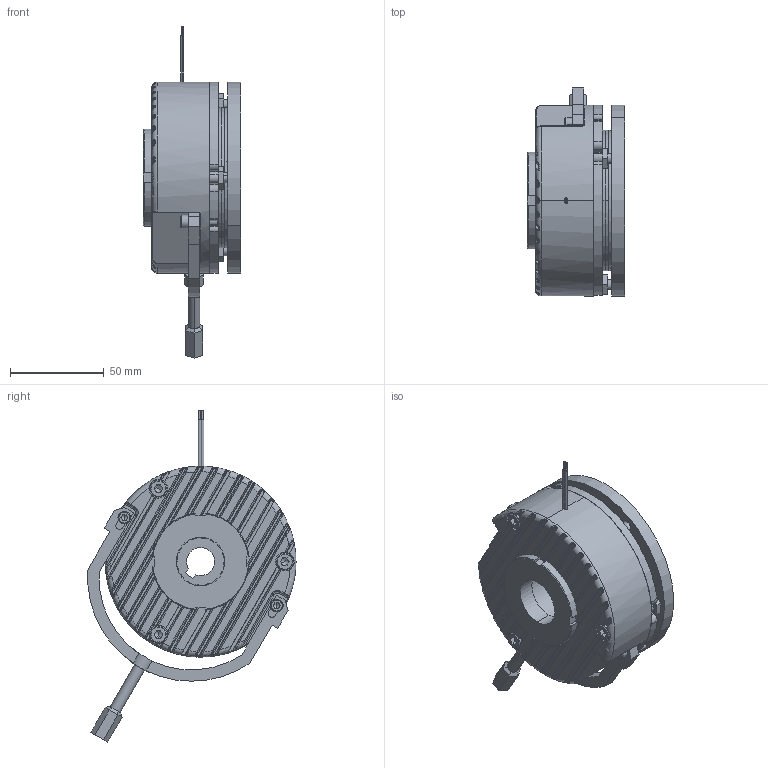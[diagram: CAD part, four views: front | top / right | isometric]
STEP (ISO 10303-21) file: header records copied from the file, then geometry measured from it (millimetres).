
FILE_DESCRIPTION (( 'STEP AP203' ), '1' );
FILE_NAME ('402_MSEB_WebAssy.STEP', '2020-07-15T12:54:00', ( '' ), ( '' ), 'SwSTEP 2.0', 'SolidWorks 2020', '' );
FILE_SCHEMA (( 'CONFIG_CONTROL_DESIGN' ));
Length unit declared in the file: inch
Products named in the file (1): 402_MSEB_WebAssy
Bounding box: 52 x 111.15 x 177.34 mm (x, y, z)
Volume: 288300.2 mm3; surface area: 118037.3 mm2
Topology: 20 solids, 20 shells, 990 faces, 2490 edges, 1550 vertices
Faces by surface type: cylinder 424, plane 309, cone 112, bspline 98, torus 47
Entity records: 35426 total; most frequent: CARTESIAN_POINT 12308, ORIENTED_EDGE 4960, DIRECTION 4740, EDGE_CURVE 2480, AXIS2_PLACEMENT_3D 1895, VERTEX_POINT 1550, EDGE_LOOP 1072, CIRCLE 1002
